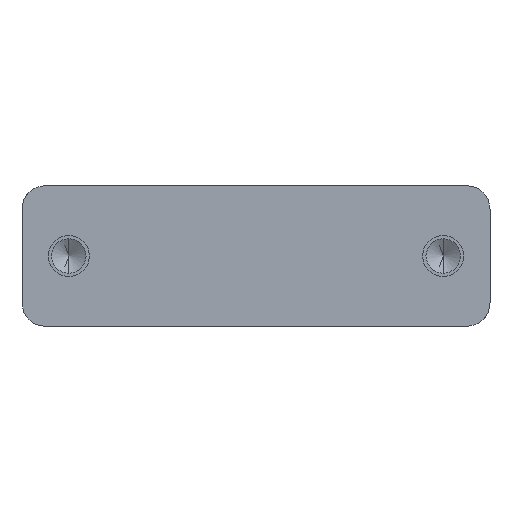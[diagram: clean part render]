
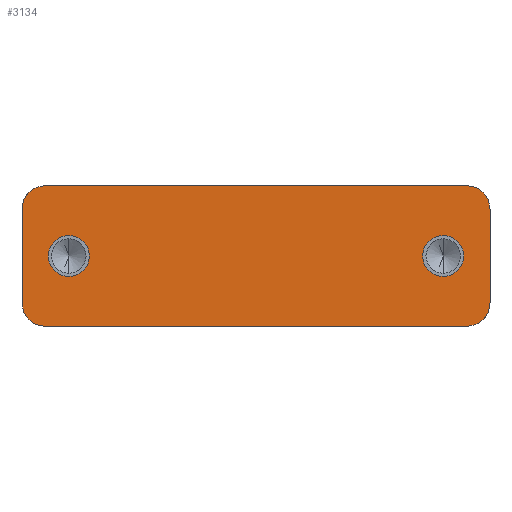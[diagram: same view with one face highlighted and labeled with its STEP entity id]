
A CAD part, front view. The second image highlights one B-rep face of the part: STEP entity #3134.
In plain terms, the highlighted planar face has unit normal (0, -1, 0).
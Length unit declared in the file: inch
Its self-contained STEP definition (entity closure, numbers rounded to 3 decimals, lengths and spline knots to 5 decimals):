
#301 = DIRECTION ( 'NONE',  ( 0., 0., 1. ) ) ;
#302 = DIRECTION ( 'NONE',  ( 0., -1., 0. ) ) ;
#303 = CARTESIAN_POINT ( 'NONE',  ( 2.25, -2.5, 0.5 ) ) ;
#304 = AXIS2_PLACEMENT_3D ( 'NONE', #303, #302, #301 ) ;
#305 = CIRCLE ( 'NONE', #304, 0.25 ) ;
#308 = CARTESIAN_POINT ( 'NONE',  ( 2.25, -2.5, 0.75 ) ) ;
#309 = DIRECTION ( 'NONE',  ( 0., 0., -1. ) ) ;
#310 = DIRECTION ( 'NONE',  ( 0., -1., 0. ) ) ;
#311 = CARTESIAN_POINT ( 'NONE',  ( -2., -2.5, 0. ) ) ;
#312 = AXIS2_PLACEMENT_3D ( 'NONE', #311, #310, #309 ) ;
#313 = CIRCLE ( 'NONE', #312, 0.21875 ) ;
#765 = AXIS2_PLACEMENT_3D ( 'NONE', #905, #903, #1578 ) ;
#811 = DIRECTION ( 'NONE',  ( 0., 0., 1. ) ) ;
#812 = DIRECTION ( 'NONE',  ( 0., -1., 0. ) ) ;
#813 = CARTESIAN_POINT ( 'NONE',  ( 2.25, -2.5, -0.5 ) ) ;
#814 = AXIS2_PLACEMENT_3D ( 'NONE', #813, #812, #811 ) ;
#815 = CIRCLE ( 'NONE', #814, 0.25 ) ;
#903 = DIRECTION ( 'NONE',  ( 0., -1., 0. ) ) ;
#905 = CARTESIAN_POINT ( 'NONE',  ( 2., -2.5, 0. ) ) ;
#957 = DIRECTION ( 'NONE',  ( 0., 0., -1. ) ) ;
#958 = VECTOR ( 'NONE', #957, 39.37008 ) ;
#959 = CARTESIAN_POINT ( 'NONE',  ( -2.5, -2.5, 0.75 ) ) ;
#960 = LINE ( 'NONE', #959, #958 ) ;
#961 = DIRECTION ( 'NONE',  ( 0., 0., 1. ) ) ;
#962 = DIRECTION ( 'NONE',  ( 0., 1., 0. ) ) ;
#963 = AXIS2_PLACEMENT_3D ( 'NONE', #964, #962, #961 ) ;
#964 = CARTESIAN_POINT ( 'NONE',  ( -2.5, -2.5, 0.75 ) ) ;
#965 = PLANE ( 'NONE',  #963 ) ;
#966 = FACE_OUTER_BOUND ( 'NONE', #3163, .T. ) ;
#988 = CARTESIAN_POINT ( 'NONE',  ( -2.25, -2.5, 0.75 ) ) ;
#1002 = DIRECTION ( 'NONE',  ( 0., 0., 1. ) ) ;
#1003 = DIRECTION ( 'NONE',  ( 0., -1., 0. ) ) ;
#1004 = AXIS2_PLACEMENT_3D ( 'NONE', #1056, #1003, #1002 ) ;
#1005 = CIRCLE ( 'NONE', #1004, 0.25 ) ;
#1020 = CARTESIAN_POINT ( 'NONE',  ( 2., -2.5, 0. ) ) ;
#1021 = AXIS2_PLACEMENT_3D ( 'NONE', #1020, #1122, #1121 ) ;
#1022 = CIRCLE ( 'NONE', #1021, 0.21875 ) ;
#1023 = CARTESIAN_POINT ( 'NONE',  ( 2.25, -2.5, -0.75 ) ) ;
#1024 = CARTESIAN_POINT ( 'NONE',  ( -2.25, -2.5, -0.75 ) ) ;
#1025 = DIRECTION ( 'NONE',  ( 1., 0., 0. ) ) ;
#1026 = VECTOR ( 'NONE', #1025, 39.37008 ) ;
#1027 = CARTESIAN_POINT ( 'NONE',  ( -2.5, -2.5, -0.75 ) ) ;
#1028 = LINE ( 'NONE', #1027, #1026 ) ;
#1036 = FACE_BOUND ( 'NONE', #3164, .T. ) ;
#1037 = FACE_BOUND ( 'NONE', #3138, .T. ) ;
#1056 = CARTESIAN_POINT ( 'NONE',  ( -2.25, -2.5, 0.5 ) ) ;
#1114 = CARTESIAN_POINT ( 'NONE',  ( -2.5, -2.5, 0.5 ) ) ;
#1120 = CARTESIAN_POINT ( 'NONE',  ( -2.5, -2.5, -0.5 ) ) ;
#1121 = DIRECTION ( 'NONE',  ( 0., 0., -1. ) ) ;
#1122 = DIRECTION ( 'NONE',  ( 0., -1., 0. ) ) ;
#1142 = CIRCLE ( 'NONE', #765, 0.21875 ) ;
#1156 = CARTESIAN_POINT ( 'NONE',  ( -2., -2.5, 0. ) ) ;
#1298 = CARTESIAN_POINT ( 'NONE',  ( 2., -2.5, 0.21875 ) ) ;
#1350 = DIRECTION ( 'NONE',  ( 0., 0., -1. ) ) ;
#1351 = DIRECTION ( 'NONE',  ( 0., -1., 0. ) ) ;
#1352 = AXIS2_PLACEMENT_3D ( 'NONE', #1156, #1351, #1350 ) ;
#1353 = CIRCLE ( 'NONE', #1352, 0.21875 ) ;
#1413 = CARTESIAN_POINT ( 'NONE',  ( 2.5, -2.5, -0.5 ) ) ;
#1414 = CARTESIAN_POINT ( 'NONE',  ( 2.5, -2.5, 0.5 ) ) ;
#1415 = DIRECTION ( 'NONE',  ( 0., 0., -1. ) ) ;
#1416 = VECTOR ( 'NONE', #1415, 39.37008 ) ;
#1417 = CARTESIAN_POINT ( 'NONE',  ( 2.5, -2.5, 0.75 ) ) ;
#1480 = LINE ( 'NONE', #1417, #1416 ) ;
#1528 = CARTESIAN_POINT ( 'NONE',  ( -2., -2.5, -0.21875 ) ) ;
#1533 = CARTESIAN_POINT ( 'NONE',  ( -2., -2.5, 0.21875 ) ) ;
#1577 = CARTESIAN_POINT ( 'NONE',  ( 2., -2.5, -0.21875 ) ) ;
#1578 = DIRECTION ( 'NONE',  ( 0., 0., -1. ) ) ;
#1648 = AXIS2_PLACEMENT_3D ( 'NONE', #1680, #1679, #1678 ) ;
#1649 = CIRCLE ( 'NONE', #1648, 0.25 ) ;
#1678 = DIRECTION ( 'NONE',  ( 0., 0., 1. ) ) ;
#1679 = DIRECTION ( 'NONE',  ( 0., -1., 0. ) ) ;
#1680 = CARTESIAN_POINT ( 'NONE',  ( -2.25, -2.5, -0.5 ) ) ;
#1778 = CARTESIAN_POINT ( 'NONE',  ( -2.5, -2.5, 0.75 ) ) ;
#1779 = LINE ( 'NONE', #1778, #1881 ) ;
#1880 = DIRECTION ( 'NONE',  ( 1., 0., 0. ) ) ;
#1881 = VECTOR ( 'NONE', #1880, 39.37008 ) ;
#2860 = EDGE_CURVE ( 'NONE', #3384, #3383, #313, .T. ) ;
#2863 = ORIENTED_EDGE ( 'NONE', *, *, #3198, .F. ) ;
#2864 = VERTEX_POINT ( 'NONE', #308 ) ;
#2866 = ORIENTED_EDGE ( 'NONE', *, *, #3328, .F. ) ;
#2867 = ORIENTED_EDGE ( 'NONE', *, *, #2868, .T. ) ;
#2868 = EDGE_CURVE ( 'NONE', #3329, #2864, #305, .T. ) ;
#3056 = EDGE_CURVE ( 'NONE', #3155, #3330, #815, .T. ) ;
#3115 = ORIENTED_EDGE ( 'NONE', *, *, #3139, .T. ) ;
#3118 = VERTEX_POINT ( 'NONE', #988 ) ;
#3122 = ORIENTED_EDGE ( 'NONE', *, *, #3484, .T. ) ;
#3127 = EDGE_CURVE ( 'NONE', #3118, #3167, #1005, .T. ) ;
#3134 = ADVANCED_FACE ( 'NONE', ( #1037, #1036, #966 ), #965, .F. ) ;
#3136 = ORIENTED_EDGE ( 'NONE', *, *, #3313, .F. ) ;
#3137 = ORIENTED_EDGE ( 'NONE', *, *, #3153, .T. ) ;
#3138 = EDGE_LOOP ( 'NONE', ( #3169, #2863 ) ) ;
#3139 = EDGE_CURVE ( 'NONE', #3167, #3165, #960, .T. ) ;
#3153 = EDGE_CURVE ( 'NONE', #3154, #3155, #1028, .T. ) ;
#3154 = VERTEX_POINT ( 'NONE', #1024 ) ;
#3155 = VERTEX_POINT ( 'NONE', #1023 ) ;
#3156 = ORIENTED_EDGE ( 'NONE', *, *, #3056, .T. ) ;
#3161 = ORIENTED_EDGE ( 'NONE', *, *, #3162, .F. ) ;
#3162 = EDGE_CURVE ( 'NONE', #3314, #3267, #1022, .T. ) ;
#3163 = EDGE_LOOP ( 'NONE', ( #3137, #3156, #2866, #2867, #3404, #3454, #3115, #3122 ) ) ;
#3164 = EDGE_LOOP ( 'NONE', ( #3161, #3136 ) ) ;
#3165 = VERTEX_POINT ( 'NONE', #1120 ) ;
#3167 = VERTEX_POINT ( 'NONE', #1114 ) ;
#3169 = ORIENTED_EDGE ( 'NONE', *, *, #2860, .F. ) ;
#3198 = EDGE_CURVE ( 'NONE', #3383, #3384, #1353, .T. ) ;
#3267 = VERTEX_POINT ( 'NONE', #1298 ) ;
#3313 = EDGE_CURVE ( 'NONE', #3267, #3314, #1142, .T. ) ;
#3314 = VERTEX_POINT ( 'NONE', #1577 ) ;
#3328 = EDGE_CURVE ( 'NONE', #3329, #3330, #1480, .T. ) ;
#3329 = VERTEX_POINT ( 'NONE', #1414 ) ;
#3330 = VERTEX_POINT ( 'NONE', #1413 ) ;
#3383 = VERTEX_POINT ( 'NONE', #1533 ) ;
#3384 = VERTEX_POINT ( 'NONE', #1528 ) ;
#3404 = ORIENTED_EDGE ( 'NONE', *, *, #3537, .F. ) ;
#3454 = ORIENTED_EDGE ( 'NONE', *, *, #3127, .T. ) ;
#3484 = EDGE_CURVE ( 'NONE', #3165, #3154, #1649, .T. ) ;
#3537 = EDGE_CURVE ( 'NONE', #3118, #2864, #1779, .T. ) ;
